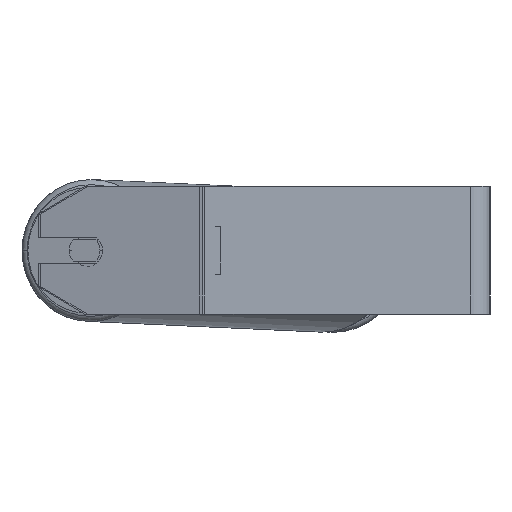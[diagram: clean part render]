
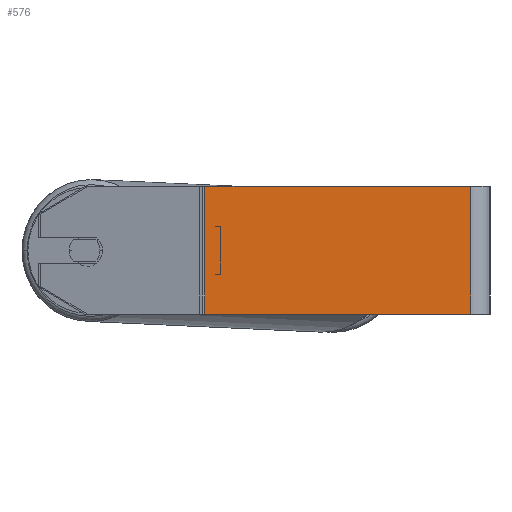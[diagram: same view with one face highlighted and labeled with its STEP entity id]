
A CAD part, left-side view. The second image highlights one B-rep face of the part: STEP entity #576.
In plain terms, the highlighted planar face has unit normal (-1, 0, 0).
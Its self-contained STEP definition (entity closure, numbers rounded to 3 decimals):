
#155 = DIRECTION ( 'NONE',  ( 1., 0., 0. ) ) ;
#475 = VECTOR ( 'NONE', #657, 1000. ) ;
#576 = ADVANCED_FACE ( 'NONE', ( #3520 ), #1443, .F. ) ;
#657 = DIRECTION ( 'NONE',  ( 0., -1., 0. ) ) ;
#1238 = CARTESIAN_POINT ( 'NONE',  ( -900., 180.269, 40. ) ) ;
#1443 = PLANE ( 'NONE',  #8384 ) ;
#1454 = CARTESIAN_POINT ( 'NONE',  ( -900., 12., 40. ) ) ;
#1696 = ORIENTED_EDGE ( 'NONE', *, *, #8737, .F. ) ;
#2119 = LINE ( 'NONE', #4021, #3311 ) ;
#2192 = CARTESIAN_POINT ( 'NONE',  ( -900., 180.269, 40. ) ) ;
#2367 = CARTESIAN_POINT ( 'NONE',  ( -900., 178.689, -40. ) ) ;
#2557 = CARTESIAN_POINT ( 'NONE',  ( -900., 178.689, 40. ) ) ;
#2739 = DIRECTION ( 'NONE',  ( 0., -1., 0. ) ) ;
#3311 = VECTOR ( 'NONE', #2739, 1000. ) ;
#3520 = FACE_OUTER_BOUND ( 'NONE', #8160, .T. ) ;
#3931 = VERTEX_POINT ( 'NONE', #3958 ) ;
#3958 = CARTESIAN_POINT ( 'NONE',  ( -900., 178.689, 40. ) ) ;
#4021 = CARTESIAN_POINT ( 'NONE',  ( -900., 180.269, -40. ) ) ;
#4134 = DIRECTION ( 'NONE',  ( 0., 0., -1. ) ) ;
#4764 = ORIENTED_EDGE ( 'NONE', *, *, #7223, .T. ) ;
#5044 = VERTEX_POINT ( 'NONE', #2367 ) ;
#5120 = DIRECTION ( 'NONE',  ( 0., 0., -1. ) ) ;
#5217 = VERTEX_POINT ( 'NONE', #7179 ) ;
#5531 = ORIENTED_EDGE ( 'NONE', *, *, #6086, .F. ) ;
#5681 = LINE ( 'NONE', #1454, #7854 ) ;
#6086 = EDGE_CURVE ( 'NONE', #3931, #8027, #8647, .T. ) ;
#6141 = VECTOR ( 'NONE', #5120, 1000. ) ;
#6665 = LINE ( 'NONE', #2557, #6141 ) ;
#7119 = EDGE_CURVE ( 'NONE', #3931, #5044, #6665, .T. ) ;
#7179 = CARTESIAN_POINT ( 'NONE',  ( -900., 12., -40. ) ) ;
#7223 = EDGE_CURVE ( 'NONE', #5044, #5217, #2119, .T. ) ;
#7723 = DIRECTION ( 'NONE',  ( 0., 0., -1. ) ) ;
#7854 = VECTOR ( 'NONE', #7723, 1000. ) ;
#8027 = VERTEX_POINT ( 'NONE', #8097 ) ;
#8097 = CARTESIAN_POINT ( 'NONE',  ( -900., 12., 40. ) ) ;
#8160 = EDGE_LOOP ( 'NONE', ( #4764, #1696, #5531, #8560 ) ) ;
#8384 = AXIS2_PLACEMENT_3D ( 'NONE', #2192, #155, #4134 ) ;
#8560 = ORIENTED_EDGE ( 'NONE', *, *, #7119, .T. ) ;
#8647 = LINE ( 'NONE', #1238, #475 ) ;
#8737 = EDGE_CURVE ( 'NONE', #8027, #5217, #5681, .T. ) ;
